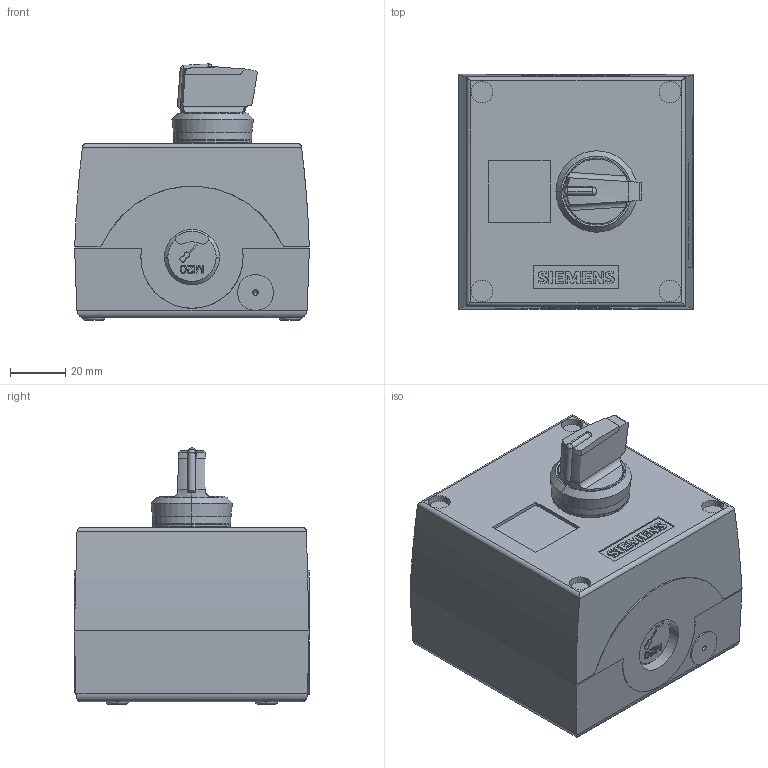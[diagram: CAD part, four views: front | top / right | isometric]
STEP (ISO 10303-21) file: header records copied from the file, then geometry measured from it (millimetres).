
FILE_DESCRIPTION(('STEP AP214'),'1');
FILE_NAME('cctmp_13CA37B8-B94A-4938-8A6D-0BDC8414B2B9_2023_07_21_19_50_44_0531..stp','2023-07-21T17:50:46',('SIEMENS A&D'),('CADClick - www.CADClick.com'),'Spatial InterOp 3D postprocessed',' ','unknown authorization');
FILE_SCHEMA(('AUTOMOTIVE_DESIGN'));
Length unit declared in the file: millimetre
Products named in the file (3): cc_unnamed; 2023_07_21_19_50_44_0474; 2023_07_21_19_50_44_0470
Assembly tree (2 placements, depth 2):
  cc_unnamed
    2023_07_21_19_50_44_0474
    2023_07_21_19_50_44_0470
Bounding box: 85.04 x 85.2 x 92.8 mm (x, y, z)
Volume: 413078.3 mm3; surface area: 58487.7 mm2
Topology: 2 solids, 3 shells, 1103 faces, 3017 edges, 1995 vertices
Faces by surface type: plane 757, cylinder 246, bspline 52, cone 32, torus 12, sphere 4
Entity records: 61909 total; most frequent: CARTESIAN_POINT 10623, STYLED_ITEM 6109, PRESENTATION_STYLE_ASSIGNMENT 6109, ORIENTED_EDGE 6018, DIRECTION 5432, EDGE_CURVE 3009, CURVE_STYLE 3009, DRAUGHTING_PRE_DEFINED_CURVE_FONT 3009
